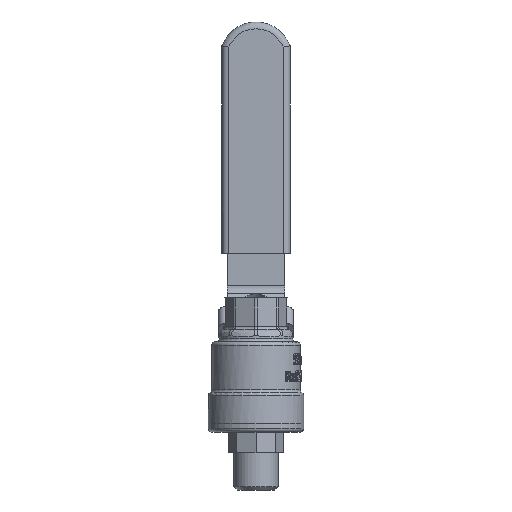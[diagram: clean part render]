
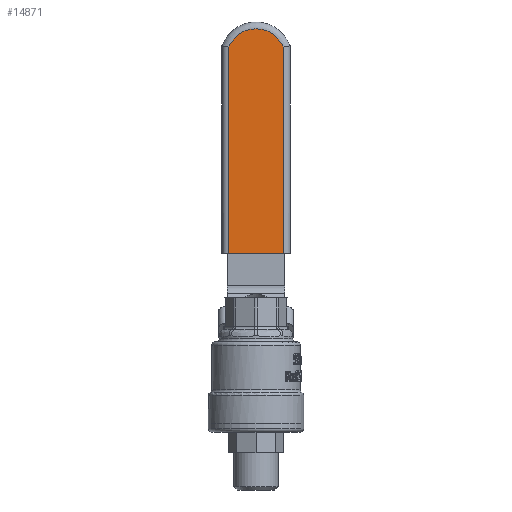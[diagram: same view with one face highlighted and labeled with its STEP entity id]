
A CAD part, front view. The second image highlights one B-rep face of the part: STEP entity #14871.
In plain terms, the highlighted planar face has unit normal (0, -1, 0).
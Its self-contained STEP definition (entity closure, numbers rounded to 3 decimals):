
#1523=PLANE('',#15554);
#2379=FACE_OUTER_BOUND('',#3236,.T.);
#3236=EDGE_LOOP('',(#13175,#13176,#13177,#13178));
#4311=LINE('',#31362,#5397);
#4312=LINE('',#31398,#5398);
#4314=LINE('',#31403,#5400);
#5397=VECTOR('',#17884,10.);
#5398=VECTOR('',#17893,10.);
#5400=VECTOR('',#17899,10.);
#5675=CIRCLE('',#15551,8.643);
#7023=VERTEX_POINT('',#31359);
#7024=VERTEX_POINT('',#31361);
#7026=VERTEX_POINT('',#31380);
#7027=VERTEX_POINT('',#31397);
#9079=EDGE_CURVE('',#7023,#7024,#4311,.T.);
#9082=EDGE_CURVE('',#7024,#7026,#5675,.T.);
#9084=EDGE_CURVE('',#7026,#7027,#4312,.T.);
#9087=EDGE_CURVE('',#7023,#7027,#4314,.T.);
#13175=ORIENTED_EDGE('',*,*,#9084,.F.);
#13176=ORIENTED_EDGE('',*,*,#9082,.F.);
#13177=ORIENTED_EDGE('',*,*,#9079,.F.);
#13178=ORIENTED_EDGE('',*,*,#9087,.T.);
#14871=ADVANCED_FACE('',(#2379),#1523,.T.);
#15551=AXIS2_PLACEMENT_3D('',#31381,#17889,#17890);
#15554=AXIS2_PLACEMENT_3D('',#31402,#17897,#17898);
#17884=DIRECTION('',(0.,0.,1.));
#17889=DIRECTION('center_axis',(0.,1.,0.));
#17890=DIRECTION('ref_axis',(0.,0.,
1.));
#17893=DIRECTION('',(0.,0.,-1.));
#17897=DIRECTION('center_axis',(0.,-1.,0.));
#17898=DIRECTION('ref_axis',(0.,0.,
1.));
#17899=DIRECTION('',(1.,0.,0.));
#31359=CARTESIAN_POINT('',(-8.,37.,50.));
#31361=CARTESIAN_POINT('',(-8.,37.,110.628));
#31362=CARTESIAN_POINT('',(-8.,37.,112.122));
#31380=CARTESIAN_POINT('',(8.,37.,110.628));
#31381=CARTESIAN_POINT('Origin',(0.,37.,107.357));
#31397=CARTESIAN_POINT('',(8.,37.,50.));
#31398=CARTESIAN_POINT('',(8.,37.,81.622));
#31402=CARTESIAN_POINT('Origin',(0.,37.,113.243));
#31403=CARTESIAN_POINT('',(-10.,37.,50.));
